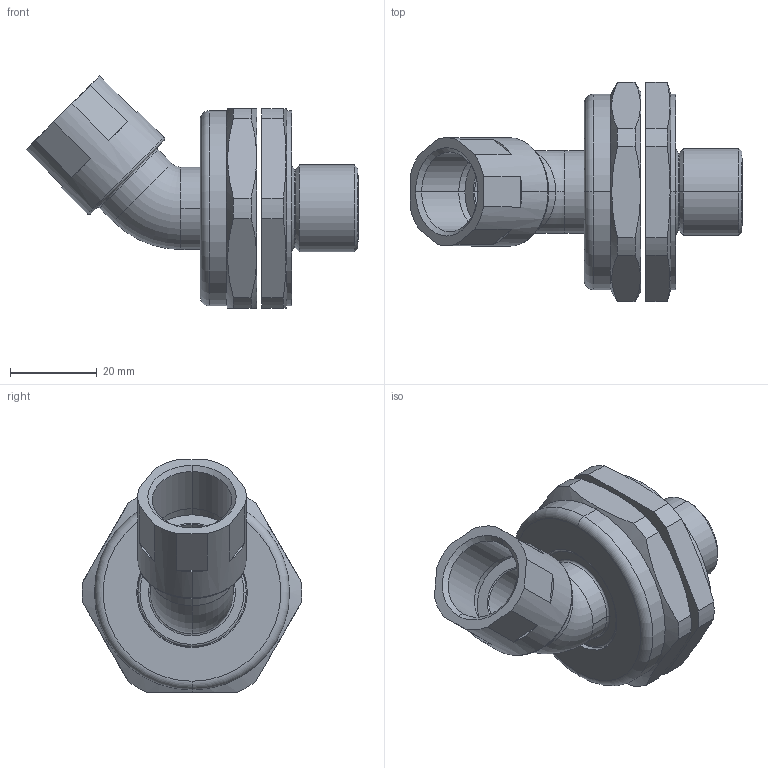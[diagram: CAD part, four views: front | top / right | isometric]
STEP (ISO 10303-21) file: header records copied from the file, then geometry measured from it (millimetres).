
FILE_DESCRIPTION (( 'STEP AP203' ), '1' );
FILE_NAME ('PX784REXDM2M2.STEP', '2017-10-04T10:17:34', ( '' ), ( '' ), 'SwSTEP 2.0', 'SolidWorks 2017', '' );
FILE_SCHEMA (( 'CONFIG_CONTROL_DESIGN' ));
Length unit declared in the file: millimetre
Products named in the file (1): PX784REXDM2M2
Bounding box: 76.54 x 50.58 x 53.53 mm (x, y, z)
Surface area: 16304.5 mm2 (no closed solid volume)
Topology: 0 solids, 6 shells, 111 faces, 272 edges, 172 vertices
Faces by surface type: cylinder 40, plane 35, cone 24, torus 12
Entity records: 3504 total; most frequent: CARTESIAN_POINT 748, DIRECTION 612, ORIENTED_EDGE 520, EDGE_CURVE 272, AXIS2_PLACEMENT_3D 256, VERTEX_POINT 172, CIRCLE 144, EDGE_LOOP 122
